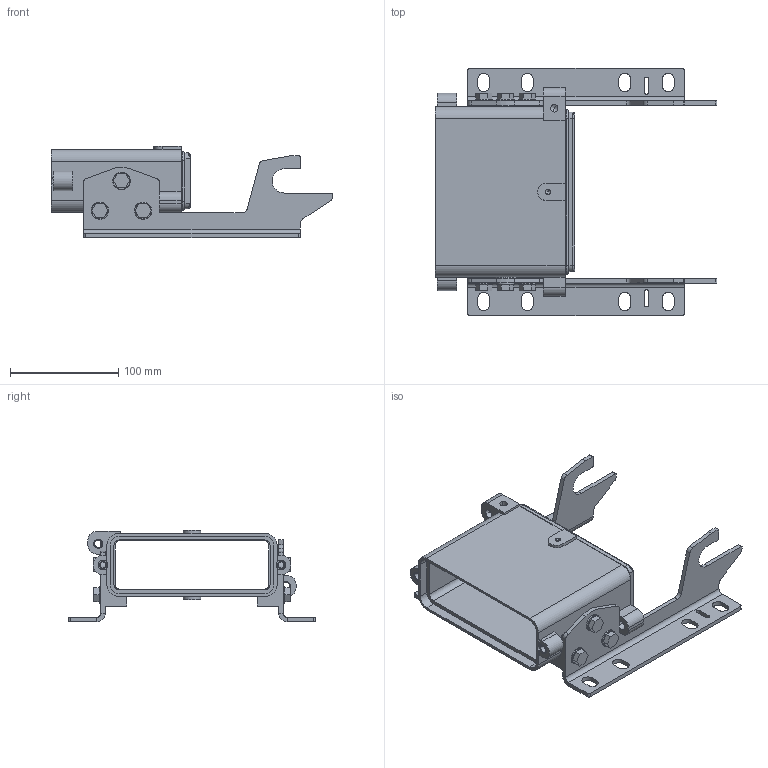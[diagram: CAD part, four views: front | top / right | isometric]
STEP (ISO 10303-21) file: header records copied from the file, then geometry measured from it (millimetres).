
FILE_DESCRIPTION(('CATIA V5 STEP','CAx-IF Rec.Pracs.--- Model Styling and Organization---1.2---2011-12-15'),'2;1');
FILE_NAME ('13313066_2', '2018-07-18T11:16:43+00:00', ('none'), ('Weidmueller'), 'CATIA Version 5-6 Release 2014 SP4 HF52', 'CATIA V5 STEP AP214', 'none');
FILE_SCHEMA(('AUTOMOTIVE_DESIGN { 1 0 10303 214 1 1 1 1 }'));
Length unit declared in the file: millimetre
Products named in the file (1): 1079920000
Bounding box: 260 x 228 x 84.5 mm (x, y, z)
Volume: 457016.3 mm3; surface area: 179811.3 mm2
Topology: 1 solids, 13 shells, 779 faces, 1979 edges, 1230 vertices
Faces by surface type: bspline 252, plane 246, cylinder 219, cone 54, torus 8
Entity records: 29655 total; most frequent: CARTESIAN_POINT 14187, ORIENTED_EDGE 3922, DIRECTION 1987, EDGE_CURVE 1961, VERTEX_POINT 1230, EDGE_LOOP 851, VECTOR 810, LINE 810
